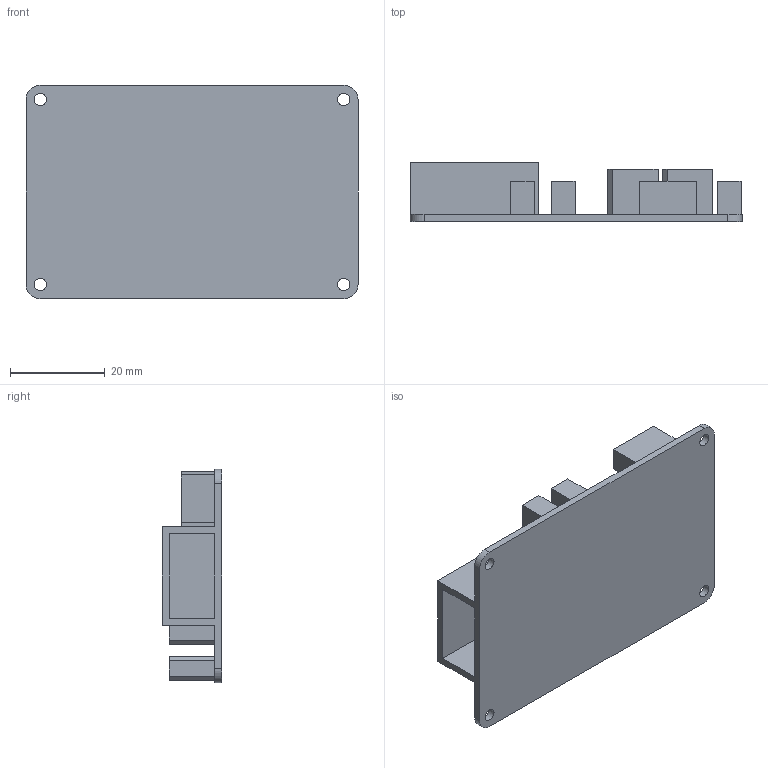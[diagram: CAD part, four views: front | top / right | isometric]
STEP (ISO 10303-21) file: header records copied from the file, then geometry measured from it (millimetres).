
FILE_DESCRIPTION(/* description */ (''),/* implementation_level */ '2;1');
FILE_NAME(/* name */ 'power_dist_r3.1.step',/* time_stamp */ '2020-10-01T15:30:04-04:00',/* author */ (''),/* organization */ (''),/* preprocessor_version */ 'ST-DEVELOPER v18.1',/* originating_system */ 'Autodesk Translation Framework v9.3.0.1241',/* authorisation */ '');
FILE_SCHEMA (('AUTOMOTIVE_DESIGN { 1 0 10303 214 3 1 1 }'));
Length unit declared in the file: millimetre
Products named in the file (1): Power Distribution Board
Bounding box: 70 x 12.5 x 45 mm (x, y, z)
Volume: 11017.4 mm3; surface area: 11702 mm2
Topology: 1 solids, 1 shells, 85 faces, 216 edges, 144 vertices
Faces by surface type: plane 77, cylinder 8
Full cylindrical faces by diameter (mm): 2.6 x4
Entity records: 2575 total; most frequent: CARTESIAN_POINT 446, ORIENTED_EDGE 432, DIRECTION 404, EDGE_CURVE 216, LINE 200, VECTOR 200, VERTEX_POINT 144, EDGE_LOOP 104
